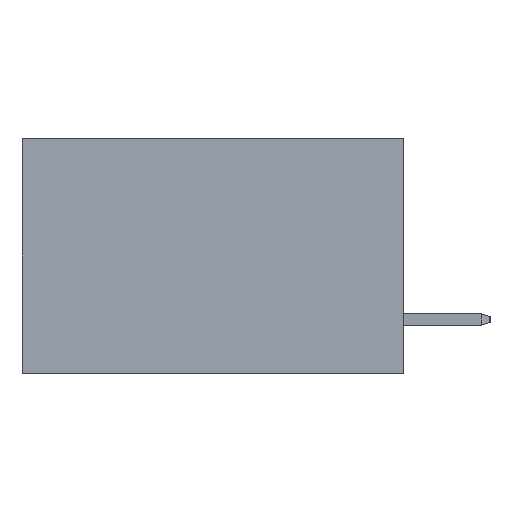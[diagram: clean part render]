
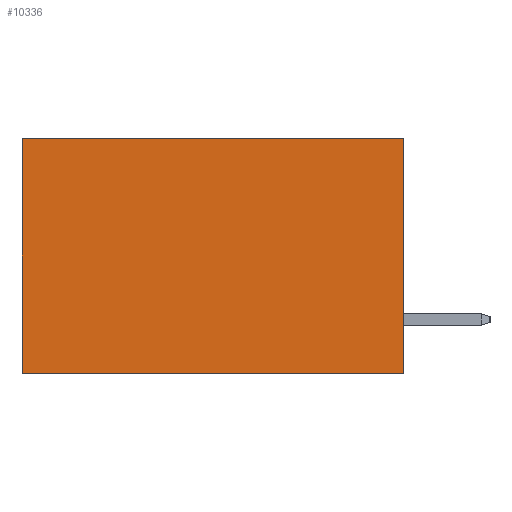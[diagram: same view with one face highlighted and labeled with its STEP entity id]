
A CAD part, left-side view. The second image highlights one B-rep face of the part: STEP entity #10336.
In plain terms, the highlighted planar face has unit normal (-1, 0, 0).
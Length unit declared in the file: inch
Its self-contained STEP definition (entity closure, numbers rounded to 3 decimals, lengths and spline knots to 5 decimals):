
#353 = VECTOR ( 'NONE', #12926, 39.37008 ) ;
#478 = ORIENTED_EDGE ( 'NONE', *, *, #5134, .F. ) ;
#798 = VECTOR ( 'NONE', #11600, 39.37008 ) ;
#876 = LINE ( 'NONE', #4438, #6014 ) ;
#1887 = CARTESIAN_POINT ( 'NONE',  ( 0.2875, 0., 0. ) ) ;
#1908 = CARTESIAN_POINT ( 'NONE',  ( 0.2875, 0.6, -0.37 ) ) ;
#3868 = VERTEX_POINT ( 'NONE', #4679 ) ;
#4438 = CARTESIAN_POINT ( 'NONE',  ( 0.2875, 0., 0. ) ) ;
#4499 = FACE_OUTER_BOUND ( 'NONE', #6430, .T. ) ;
#4635 = CARTESIAN_POINT ( 'NONE',  ( 0.2875, 0., -0.37 ) ) ;
#4679 = CARTESIAN_POINT ( 'NONE',  ( 0.2875, 0., 0. ) ) ;
#4723 = PLANE ( 'NONE',  #7308 ) ;
#5134 = EDGE_CURVE ( 'NONE', #6293, #11848, #11544, .T. ) ;
#5595 = DIRECTION ( 'NONE',  ( 1., 0., 0. ) ) ;
#6014 = VECTOR ( 'NONE', #12749, 39.37008 ) ;
#6293 = VERTEX_POINT ( 'NONE', #4635 ) ;
#6430 = EDGE_LOOP ( 'NONE', ( #8532, #478, #12611, #9332 ) ) ;
#7308 = AXIS2_PLACEMENT_3D ( 'NONE', #11801, #5595, #7976 ) ;
#7720 = LINE ( 'NONE', #1887, #798 ) ;
#7976 = DIRECTION ( 'NONE',  ( 0., 0., -1. ) ) ;
#8104 = CARTESIAN_POINT ( 'NONE',  ( 0.2875, 0., -0.37 ) ) ;
#8397 = EDGE_CURVE ( 'NONE', #3868, #12600, #876, .T. ) ;
#8517 = VECTOR ( 'NONE', #11194, 39.37008 ) ;
#8532 = ORIENTED_EDGE ( 'NONE', *, *, #9791, .T. ) ;
#8575 = CARTESIAN_POINT ( 'NONE',  ( 0.2875, 0.6, 0. ) ) ;
#9332 = ORIENTED_EDGE ( 'NONE', *, *, #8397, .T. ) ;
#9791 = EDGE_CURVE ( 'NONE', #12600, #11848, #15007, .T. ) ;
#10336 = ADVANCED_FACE ( 'NONE', ( #4499 ), #4723, .F. ) ;
#11194 = DIRECTION ( 'NONE',  ( 0., 0., -1. ) ) ;
#11544 = LINE ( 'NONE', #8104, #353 ) ;
#11600 = DIRECTION ( 'NONE',  ( 0., 0., -1. ) ) ;
#11801 = CARTESIAN_POINT ( 'NONE',  ( 0.2875, 0., 0. ) ) ;
#11848 = VERTEX_POINT ( 'NONE', #1908 ) ;
#12600 = VERTEX_POINT ( 'NONE', #8575 ) ;
#12611 = ORIENTED_EDGE ( 'NONE', *, *, #14218, .F. ) ;
#12749 = DIRECTION ( 'NONE',  ( 0., 1., 0. ) ) ;
#12926 = DIRECTION ( 'NONE',  ( 0., 1., 0. ) ) ;
#13537 = CARTESIAN_POINT ( 'NONE',  ( 0.2875, 0.6, 0. ) ) ;
#14218 = EDGE_CURVE ( 'NONE', #3868, #6293, #7720, .T. ) ;
#15007 = LINE ( 'NONE', #13537, #8517 ) ;
